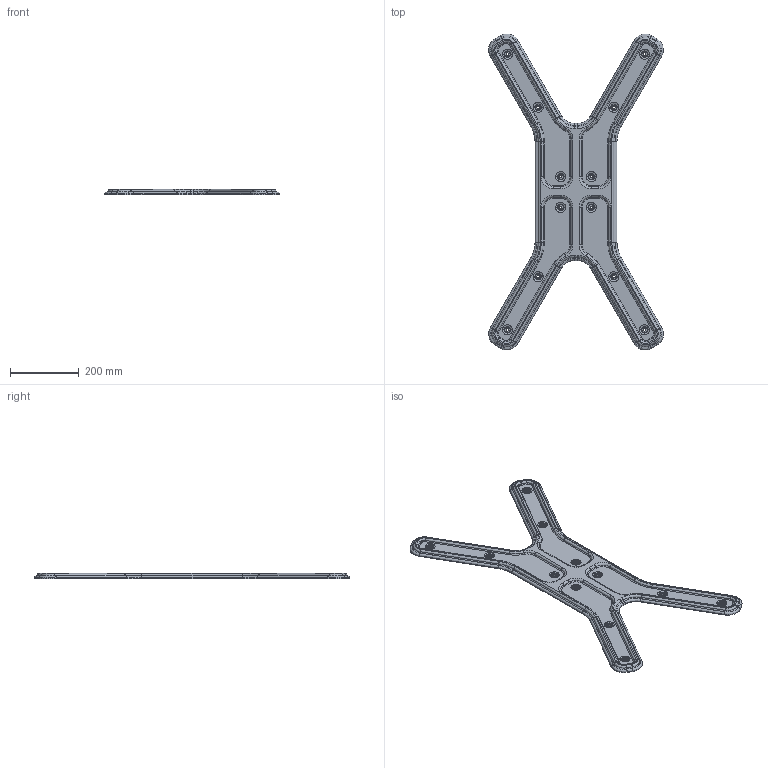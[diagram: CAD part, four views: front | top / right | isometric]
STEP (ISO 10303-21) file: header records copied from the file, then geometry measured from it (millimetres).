
FILE_DESCRIPTION(('FreeCAD Model'),'2;1');
FILE_NAME('Open CASCADE Shape Model','2025-04-26T23:32:04',('FreeCAD'),( 'FreeCAD'),'Open CASCADE STEP processor 7.6','FreeCAD','Unknown');
FILE_SCHEMA(('AUTOMOTIVE_DESIGN { 1 0 10303 214 1 1 1 1 }'));
Length unit declared in the file: millimetre
Products named in the file (1): Open CASCADE STEP translator 7.6 1
Bounding box: 510.24 x 922.53 x 14.92 mm (x, y, z)
Volume: 1055514.2 mm3; surface area: 488586.5 mm2
Topology: 1 solids, 1 shells, 669 faces, 1568 edges, 936 vertices
Faces by surface type: bspline 669
Entity records: 26425 total; most frequent: CARTESIAN_POINT 17725, ORIENTED_EDGE 3136, EDGE_CURVE 1568, VERTEX_POINT 936, B_SPLINE_CURVE_WITH_KNOTS 785, FACE_BOUND 728, EDGE_LOOP 728, ADVANCED_FACE 669
